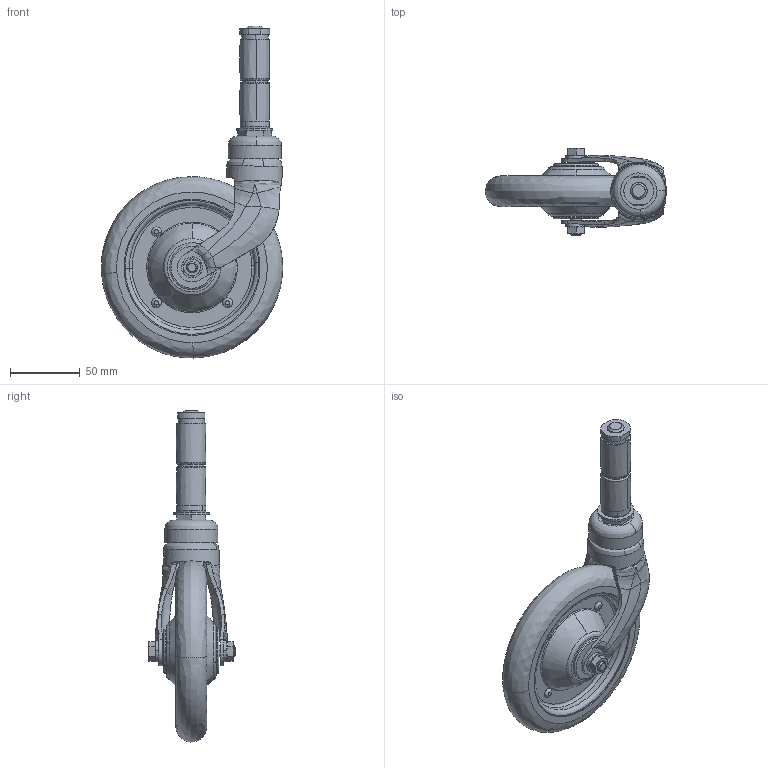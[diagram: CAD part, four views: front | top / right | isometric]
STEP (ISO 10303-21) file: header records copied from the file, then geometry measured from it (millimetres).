
FILE_DESCRIPTION((''),'2;1');
FILE_NAME('','2005-12-15T16:36:21',(''),(''),'','CADfix','');
FILE_SCHEMA(('AUTOMOTIVE_DESIGN'));
Length unit declared in the file: millimetre
Products named in the file (5): wheel; main shaft; body; axle; No_208M_d21_22356_36
Assembly tree (4 placements, depth 2):
  No_208M_d21_22356_36
    wheel
    main shaft
    body
    axle
Bounding box: 129.99 x 63 x 237.99 mm (x, y, z)
Volume: 299957.8 mm3; surface area: 70977 mm2
Topology: 4 solids, 4 shells, 308 faces, 919 edges, 643 vertices
Faces by surface type: bspline 308
Entity records: 23609 total; most frequent: CARTESIAN_POINT 18588, ORIENTED_EDGE 1838, EDGE_CURVE 919, VERTEX_POINT 643, EDGE_LOOP 340, FACE_OUTER_BOUND 308, ADVANCED_FACE 308, B_SPLINE_CURVE_WITH_KNOTS 225
